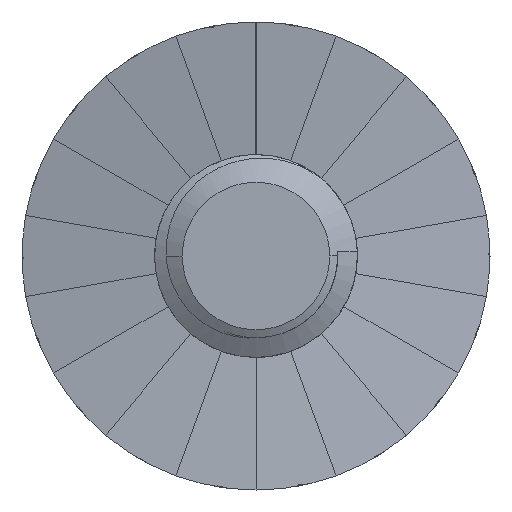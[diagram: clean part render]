
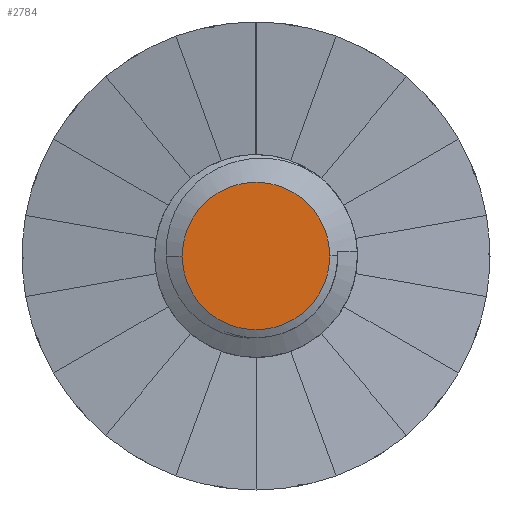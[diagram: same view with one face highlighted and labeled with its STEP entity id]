
A CAD part, front view. The second image highlights one B-rep face of the part: STEP entity #2784.
In plain terms, the highlighted planar face has unit normal (0, -1, 0).
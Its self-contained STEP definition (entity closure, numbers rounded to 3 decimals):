
#93 = DIRECTION ( 'NONE',  ( 0., 0., 1. ) ) ;
#238 = ORIENTED_EDGE ( 'NONE', *, *, #5592, .F. ) ;
#320 = DIRECTION ( 'NONE',  ( 0., 0., 1. ) ) ;
#393 = ORIENTED_EDGE ( 'NONE', *, *, #775, .F. ) ;
#603 = PLANE ( 'NONE',  #4746 ) ;
#775 = EDGE_CURVE ( 'NONE', #4844, #4692, #6017, .T. ) ;
#1413 = AXIS2_PLACEMENT_3D ( 'NONE', #3210, #4958, #320 ) ;
#2082 = FACE_OUTER_BOUND ( 'NONE', #5770, .T. ) ;
#2151 = CARTESIAN_POINT ( 'NONE',  ( 1.42, -9.9, 0. ) ) ;
#2784 = ADVANCED_FACE ( 'NONE', ( #2082 ), #603, .F. ) ;
#2914 = CARTESIAN_POINT ( 'NONE',  ( 0., -9.9, 0. ) ) ;
#2942 = DIRECTION ( 'NONE',  ( 0., 1., 0. ) ) ;
#3210 = CARTESIAN_POINT ( 'NONE',  ( 0., -9.9, 0. ) ) ;
#3669 = CIRCLE ( 'NONE', #1413, 1.42 ) ;
#3856 = DIRECTION ( 'NONE',  ( 0., 0., 1. ) ) ;
#4293 = CARTESIAN_POINT ( 'NONE',  ( 1.95, -9.9, 0. ) ) ;
#4320 = DIRECTION ( 'NONE',  ( 0., 1., 0. ) ) ;
#4692 = VERTEX_POINT ( 'NONE', #4881 ) ;
#4746 = AXIS2_PLACEMENT_3D ( 'NONE', #4293, #4320, #3856 ) ;
#4844 = VERTEX_POINT ( 'NONE', #2151 ) ;
#4881 = CARTESIAN_POINT ( 'NONE',  ( -1.42, -9.9, 0. ) ) ;
#4958 = DIRECTION ( 'NONE',  ( 0., 1., 0. ) ) ;
#5592 = EDGE_CURVE ( 'NONE', #4692, #4844, #3669, .T. ) ;
#5721 = AXIS2_PLACEMENT_3D ( 'NONE', #2914, #2942, #93 ) ;
#5770 = EDGE_LOOP ( 'NONE', ( #238, #393 ) ) ;
#6017 = CIRCLE ( 'NONE', #5721, 1.42 ) ;
